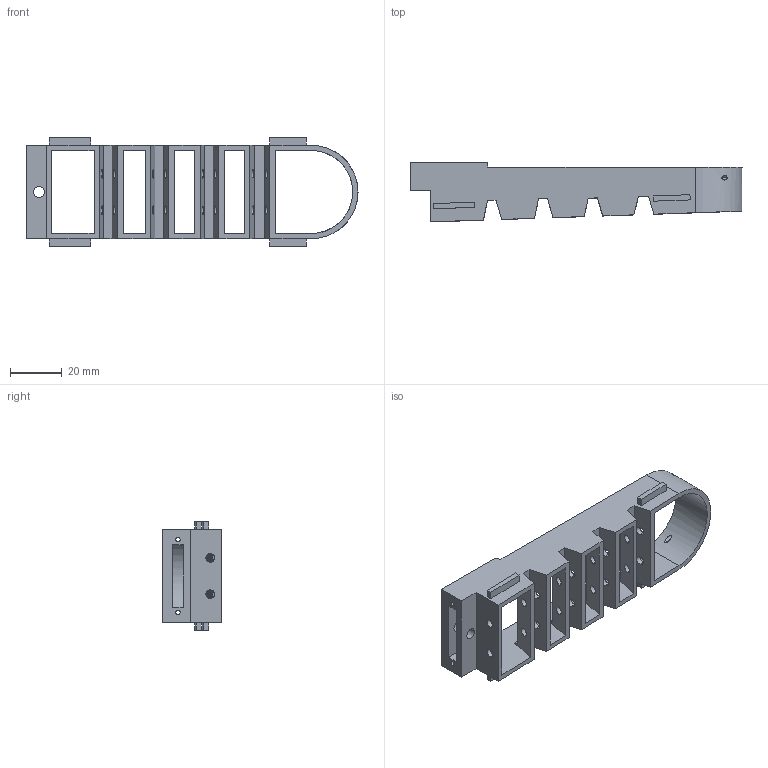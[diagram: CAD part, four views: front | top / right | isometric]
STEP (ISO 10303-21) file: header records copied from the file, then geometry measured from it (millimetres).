
FILE_DESCRIPTION (( 'STEP AP203' ), '1' );
FILE_NAME ('MyFingerA.STEP', '2025-02-23T07:13:46', ( '' ), ( '' ), 'SwSTEP 2.0', 'SolidWorks 2022', '' );
FILE_SCHEMA (( 'CONFIG_CONTROL_DESIGN' ));
Length unit declared in the file: millimetre
Products named in the file (1): MyFingerA
Bounding box: 128 x 23.07 x 42 mm (x, y, z)
Volume: 18284.8 mm3; surface area: 19605.5 mm2
Topology: 1 solids, 1 shells, 125 faces, 372 edges, 248 vertices
Faces by surface type: plane 65, bspline 36, cylinder 24
Entity records: 5687 total; most frequent: CARTESIAN_POINT 2466, ORIENTED_EDGE 744, DIRECTION 476, EDGE_CURVE 372, LINE 252, VECTOR 252, VERTEX_POINT 248, EDGE_LOOP 184
